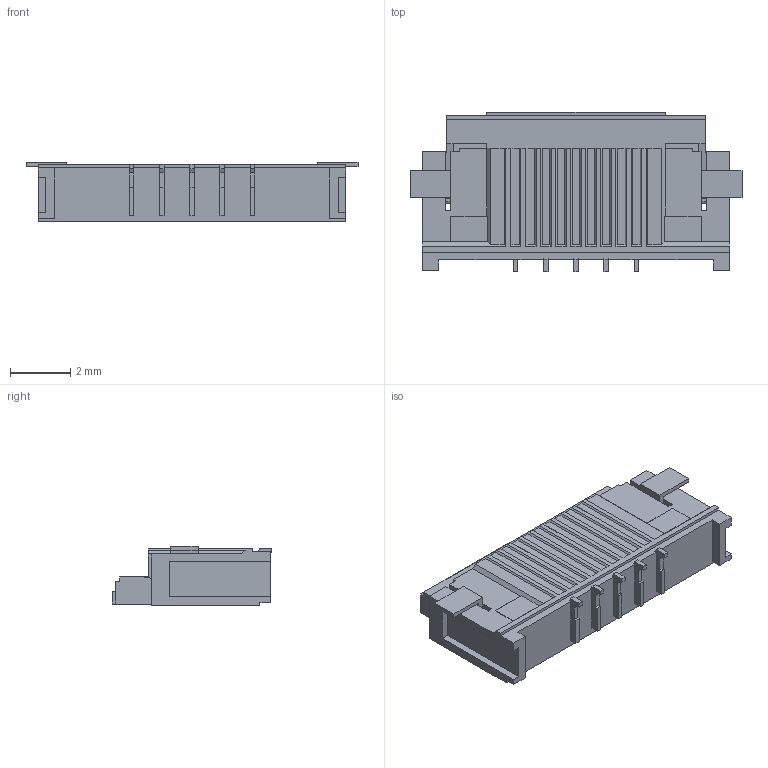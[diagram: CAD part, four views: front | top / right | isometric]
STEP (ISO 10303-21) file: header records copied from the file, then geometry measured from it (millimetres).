
FILE_DESCRIPTION((''),'2;1');
FILE_NAME('2005280050','2016-07-22T',('rlalsangi'),(''),'PRO/ENGINEER BY PARAMETRIC TECHNOLOGY CORPORATION, 2012310','PRO/ENGINEER BY PARAMETRIC TECHNOLOGY CORPORATION, 2012310','');
FILE_SCHEMA(('CONFIG_CONTROL_DESIGN'));
Length unit declared in the file: millimetre
Products named in the file (1): 2005280050
Bounding box: 11 x 5.3 x 1.96 mm (x, y, z)
Volume: 58.8 mm3; surface area: 251.3 mm2
Topology: 1 solids, 1 shells, 560 faces, 1657 edges, 1084 vertices
Faces by surface type: plane 492, cylinder 68
Entity records: 18453 total; most frequent: ORIENTED_EDGE 3314, CARTESIAN_POINT 3302, DIRECTION 2925, EDGE_CURVE 1657, VECTOR 1511, LINE 1511, VERTEX_POINT 1084, AXIS2_PLACEMENT_3D 707
